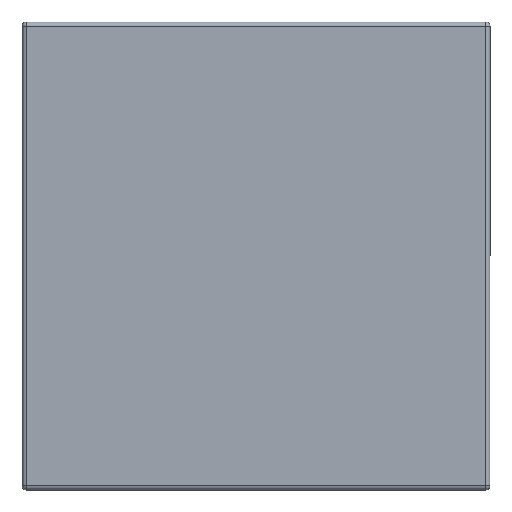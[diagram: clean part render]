
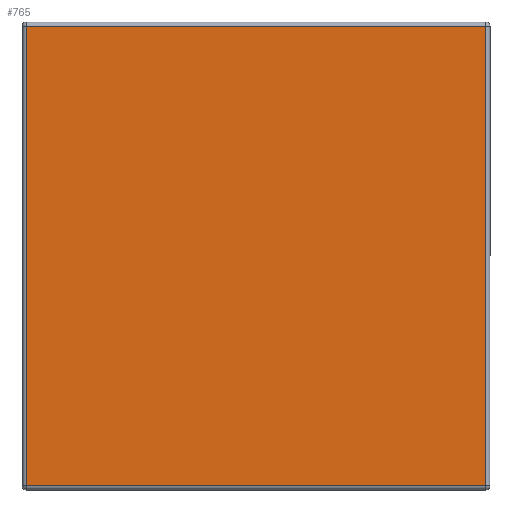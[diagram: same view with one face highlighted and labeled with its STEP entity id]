
A CAD part, front view. The second image highlights one B-rep face of the part: STEP entity #765.
In plain terms, the highlighted planar face has unit normal (0, -1, 0).
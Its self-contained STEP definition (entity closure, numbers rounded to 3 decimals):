
#57 = ORIENTED_EDGE ( 'NONE', *, *, #1146, .T. ) ;
#65 = FACE_OUTER_BOUND ( 'NONE', #1467, .T. ) ;
#78 = CARTESIAN_POINT ( 'NONE',  ( 55., 0., -54. ) ) ;
#85 = DIRECTION ( 'NONE',  ( 1., 0., 0. ) ) ;
#113 = LINE ( 'NONE', #848, #860 ) ;
#164 = CARTESIAN_POINT ( 'NONE',  ( 0., 0., 0. ) ) ;
#166 = CARTESIAN_POINT ( 'NONE',  ( 54., 0., -54. ) ) ;
#175 = LINE ( 'NONE', #620, #1180 ) ;
#194 = AXIS2_PLACEMENT_3D ( 'NONE', #164, #1090, #1668 ) ;
#275 = VERTEX_POINT ( 'NONE', #166 ) ;
#325 = VERTEX_POINT ( 'NONE', #1338 ) ;
#480 = VERTEX_POINT ( 'NONE', #498 ) ;
#498 = CARTESIAN_POINT ( 'NONE',  ( -54., 0., -54. ) ) ;
#521 = LINE ( 'NONE', #78, #1032 ) ;
#545 = CARTESIAN_POINT ( 'NONE',  ( 54., 0., 54. ) ) ;
#564 = DIRECTION ( 'NONE',  ( 0., 0., -1. ) ) ;
#620 = CARTESIAN_POINT ( 'NONE',  ( 54., 0., 55. ) ) ;
#621 = ORIENTED_EDGE ( 'NONE', *, *, #1875, .T. ) ;
#697 = DIRECTION ( 'NONE',  ( -1., 0., 0. ) ) ;
#699 = ORIENTED_EDGE ( 'NONE', *, *, #1474, .T. ) ;
#751 = VECTOR ( 'NONE', #564, 1000. ) ;
#765 = ADVANCED_FACE ( 'NONE', ( #65 ), #1805, .F. ) ;
#848 = CARTESIAN_POINT ( 'NONE',  ( 0., 0., 54. ) ) ;
#860 = VECTOR ( 'NONE', #697, 1000. ) ;
#868 = EDGE_CURVE ( 'NONE', #325, #480, #1018, .T. ) ;
#1018 = LINE ( 'NONE', #1746, #751 ) ;
#1032 = VECTOR ( 'NONE', #85, 1000. ) ;
#1090 = DIRECTION ( 'NONE',  ( 0., 1., 0. ) ) ;
#1110 = VERTEX_POINT ( 'NONE', #545 ) ;
#1146 = EDGE_CURVE ( 'NONE', #1110, #325, #113, .T. ) ;
#1180 = VECTOR ( 'NONE', #1210, 1000. ) ;
#1210 = DIRECTION ( 'NONE',  ( 0., 0., 1. ) ) ;
#1338 = CARTESIAN_POINT ( 'NONE',  ( -54., 0., 54. ) ) ;
#1467 = EDGE_LOOP ( 'NONE', ( #1638, #699, #621, #57 ) ) ;
#1474 = EDGE_CURVE ( 'NONE', #480, #275, #521, .T. ) ;
#1638 = ORIENTED_EDGE ( 'NONE', *, *, #868, .T. ) ;
#1668 = DIRECTION ( 'NONE',  ( 0., 0., 1. ) ) ;
#1746 = CARTESIAN_POINT ( 'NONE',  ( -54., 0., 0. ) ) ;
#1805 = PLANE ( 'NONE',  #194 ) ;
#1875 = EDGE_CURVE ( 'NONE', #275, #1110, #175, .T. ) ;
